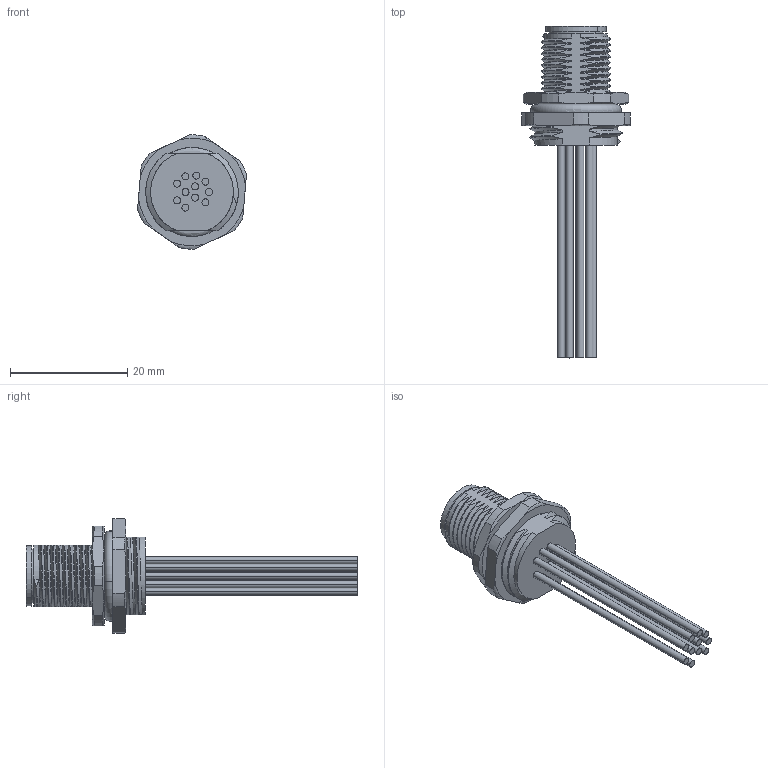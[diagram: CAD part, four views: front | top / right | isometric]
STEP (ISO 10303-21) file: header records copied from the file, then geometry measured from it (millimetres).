
FILE_DESCRIPTION((''),'2;1');
FILE_NAME('M12-M08A-BK-M16-1P8_20','2024-01-05T',('13539'),(''),'PRO/ENGINEER BY PARAMETRIC TECHNOLOGY CORPORATION, 2012480','PRO/ENGINEER BY PARAMETRIC TECHNOLOGY CORPORATION, 2012480','');
FILE_SCHEMA(('CONFIG_CONTROL_DESIGN'));
Products named in the file (1): M12-M08A-BK-M16-1P8_20
Bounding box: 18.58 x 56.6 x 19.48 mm (x, y, z)
Volume: 2841.1 mm3; surface area: 5113.6 mm2
Topology: 1 solids, 23 shells, 1278 faces, 3440 edges, 2253 vertices
Faces by surface type: extrusion 425, plane 284, cylinder 228, bspline 134, cone 131, torus 54, sphere 22
Entity records: 48869 total; most frequent: CARTESIAN_POINT 19143, ORIENTED_EDGE 6792, DIRECTION 4738, EDGE_CURVE 3396, VERTEX_POINT 2253, VECTOR 1742, B_SPLINE_CURVE_WITH_KNOTS 1725, AXIS2_PLACEMENT_3D 1498
